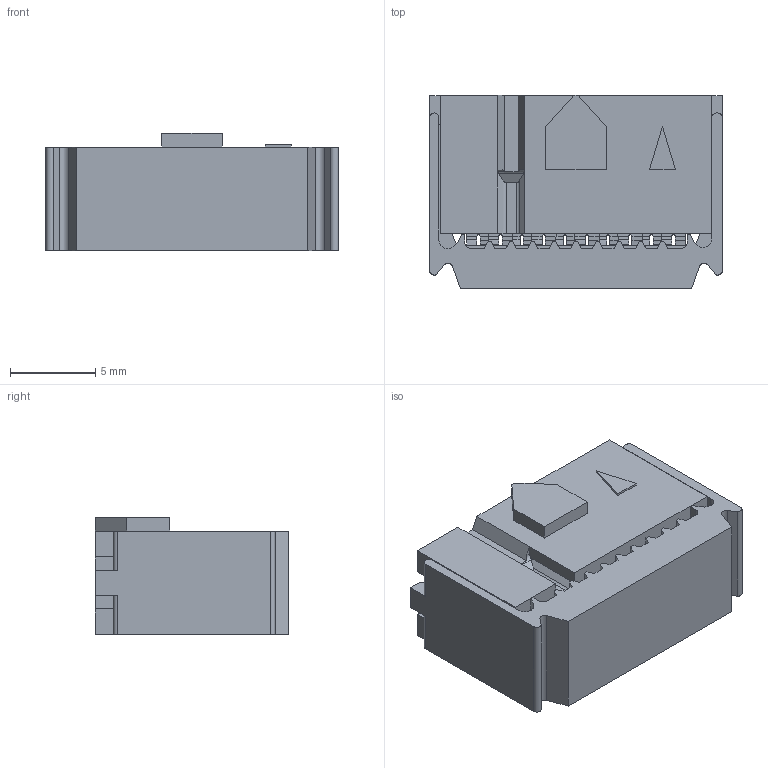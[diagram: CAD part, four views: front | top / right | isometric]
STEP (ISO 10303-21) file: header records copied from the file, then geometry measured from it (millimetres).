
FILE_DESCRIPTION(/* description */ (''),/* implementation_level */ '2;1');
FILE_NAME(/* name */ 'CWR-227-10_3D Model.stp',/* time_stamp */ '2023-11-27T13:28:41-05:00',/* author */ ('dwiltbank'),/* organization */ (''),/* preprocessor_version */ 'ST-DEVELOPER v19.2',/* originating_system */ 'Autodesk Inventor 2024',/* authorisation */ '');
FILE_SCHEMA (('AUTOMOTIVE_DESIGN { 1 0 10303 214 3 1 1 }'));
Length unit declared in the file: inch
Products named in the file (1): CWR-227-10_Simplify_1
Bounding box: 17.2 x 11.34 x 6.91 mm (x, y, z)
Volume: 929.2 mm3; surface area: 2287.9 mm2
Topology: 1 solids, 1 shells, 1412 faces, 3744 edges, 2311 vertices
Faces by surface type: plane 1022, cylinder 290, bspline 100
Entity records: 45551 total; most frequent: CARTESIAN_POINT 9568, ORIENTED_EDGE 7488, DIRECTION 6560, EDGE_CURVE 3744, LINE 3154, VECTOR 3154, VERTEX_POINT 2311, AXIS2_PLACEMENT_3D 1703
